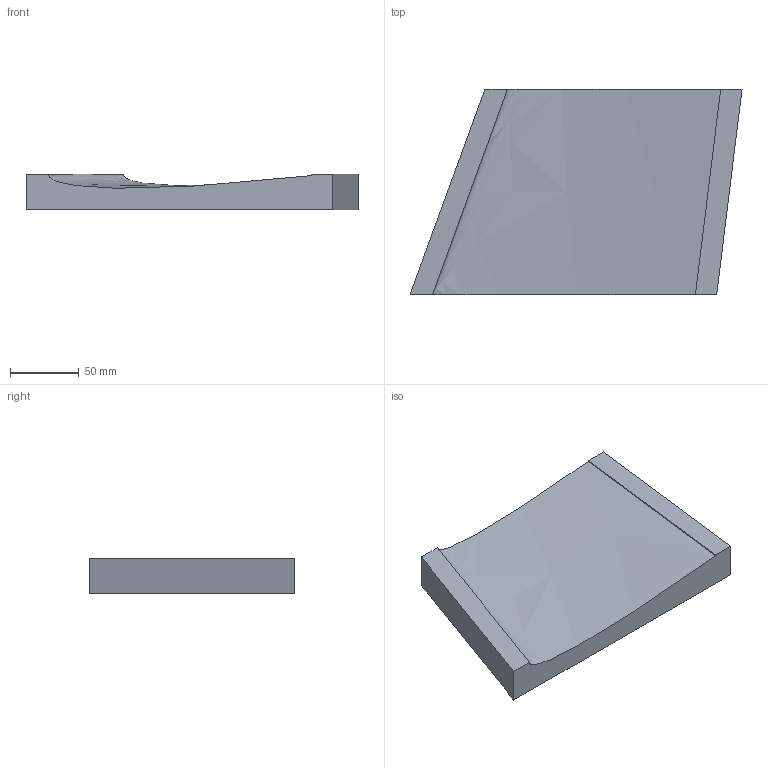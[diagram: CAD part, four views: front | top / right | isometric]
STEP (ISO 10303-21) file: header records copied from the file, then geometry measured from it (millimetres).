
FILE_DESCRIPTION (( 'STEP AP214' ), '1' );
FILE_NAME ('vertical mold right_Top.STEP', '2025-03-26T03:32:57', ( '' ), ( '' ), 'SwSTEP 2.0', 'SolidWorks 2024', '' );
FILE_SCHEMA (( 'AUTOMOTIVE_DESIGN' ));
Length unit declared in the file: inch
Products named in the file (1): vertical mold right_Top
Bounding box: 240.74 x 149.08 x 25.4 mm (x, y, z)
Volume: 608166.4 mm3; surface area: 77503.7 mm2
Topology: 1 solids, 1 shells, 9 faces, 21 edges, 14 vertices
Faces by surface type: plane 8, bspline 1
Entity records: 467 total; most frequent: CARTESIAN_POINT 239, ORIENTED_EDGE 42, DIRECTION 36, EDGE_CURVE 21, LINE 18, VECTOR 18, VERTEX_POINT 14, AXIS2_PLACEMENT_3D 9
